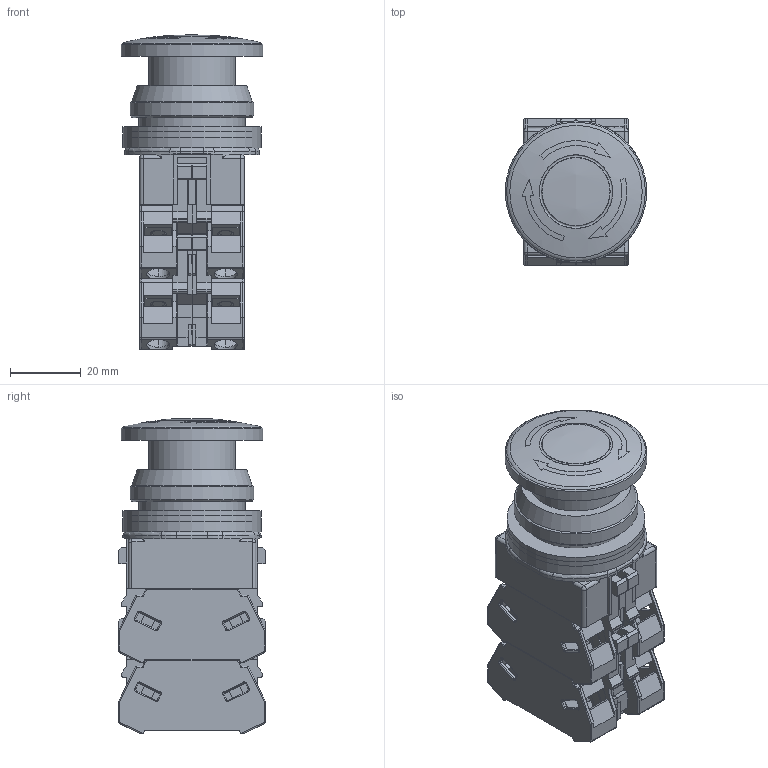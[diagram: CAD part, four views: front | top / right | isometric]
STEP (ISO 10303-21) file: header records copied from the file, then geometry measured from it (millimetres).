
FILE_DESCRIPTION (( 'STEP AP214' ), '1' );
FILE_NAME ('AVN3xxN$.STEP', '2021-01-14T01:53:03', ( '' ), ( '' ), 'SwSTEP 2.0', 'SolidWorks 2019', '' );
FILE_SCHEMA (( 'AUTOMOTIVE_DESIGN' ));
Length unit declared in the file: millimetre
Products named in the file (6): OW-11; AVN3xxN$; AVN3_BODY; OG-11; OW-12; HW-Uxx(R)
Assembly tree (9 placements, depth 2):
  AVN3xxN$
    AVN3_BODY
    OW-12
    OW-11  x2
    OG-11
    HW-Uxx(R)  x4
Bounding box: 40 x 41.4 x 88.86 mm (x, y, z)
Volume: 82296.2 mm3; surface area: 35754.1 mm2
Topology: 10 solids, 10 shells, 1195 faces, 3242 edges, 2076 vertices
Faces by surface type: plane 743, cylinder 299, bspline 116, torus 14, cone 14, sphere 9
Full cylindrical faces by diameter (mm): 3.5 x8, 24.5 x1, 26 x1, 29.5 x3, 30 x2, 31 x1, 35 x1, 39 x3, 40 x1
Entity records: 14616 total; most frequent: CARTESIAN_POINT 3971, ORIENTED_EDGE 2198, DIRECTION 2068, EDGE_CURVE 1099, LINE 762, VECTOR 762, VERTEX_POINT 725, AXIS2_PLACEMENT_3D 653
